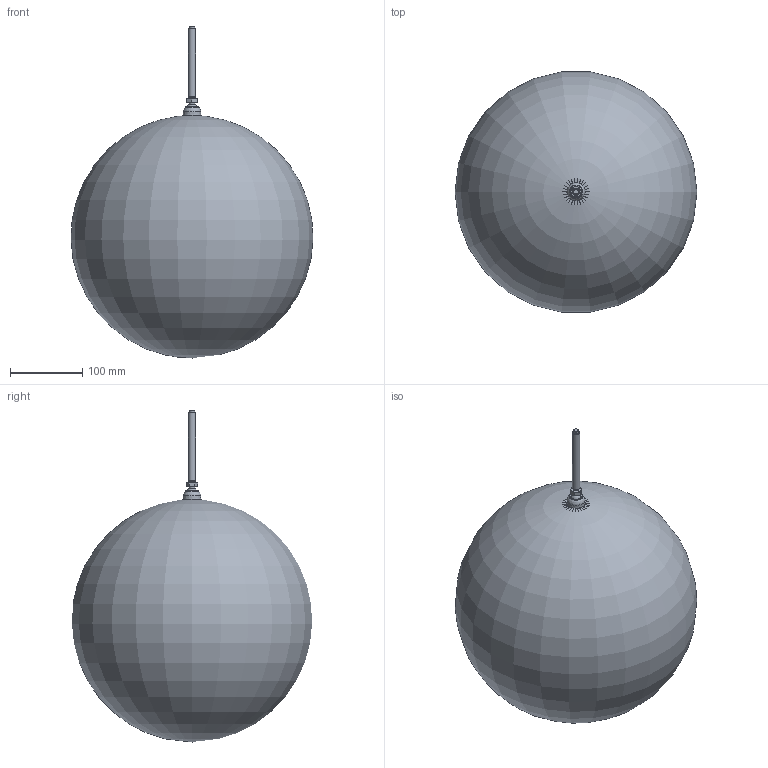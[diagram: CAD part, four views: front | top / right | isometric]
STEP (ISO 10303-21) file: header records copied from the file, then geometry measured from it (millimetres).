
FILE_DESCRIPTION(/* description */ ('AC2F'),/* implementation_level */ '2;1');
FILE_NAME(/* name */ '6325035_PRSTX25',/* time_stamp */ '2018-05-21T15:57:03+02:00',/* author */ ('Zorzan Davide'),/* organization */ ('Gamm Srl.'),/* preprocessor_version */ 'ST-DEVELOPER v16.7',/* originating_system */ 'DEX',/* authorisation */ $);
FILE_SCHEMA (('CONFIG_CONTROL_DESIGN'));
Length unit declared in the file: millimetre
Products named in the file (1): 6325035_PRSTX25
Bounding box: 333.92 x 331.49 x 458.11 mm (x, y, z)
Volume: 19552203.6 mm3; surface area: 356282.9 mm2
Topology: 1 solids, 1 shells, 32 faces, 67 edges, 43 vertices
Faces by surface type: plane 13, torus 7, cone 6, cylinder 5, sphere 1
Full cylindrical faces by diameter (mm): 7.5 x2, 8.062 x1, 10 x1, 13.615 x1
Entity records: 991 total; most frequent: CARTESIAN_POINT 172, DIRECTION 120, ORIENTED_EDGE 84, FACE_BOUND 57, AXIS2_PLACEMENT_3D 57, EDGE_LOOP 56, EDGE_CURVE 42, VERTEX_POINT 37
